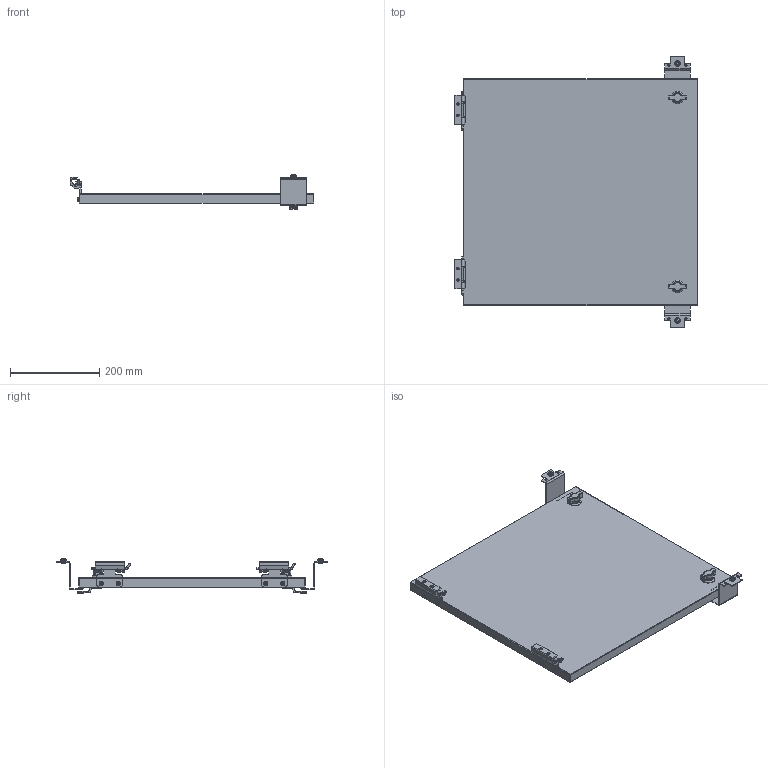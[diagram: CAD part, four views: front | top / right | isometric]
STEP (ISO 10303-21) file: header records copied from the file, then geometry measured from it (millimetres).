
FILE_DESCRIPTION (( 'STEP AP214' ), '1' );
FILE_NAME ('SCE-DF24EL24LP.STEP', '2022-07-27T16:34:20', ( '' ), ( '' ), 'SwSTEP 2.0', 'SolidWorks 2021', '' );
FILE_SCHEMA (( 'AUTOMOTIVE_DESIGN' ));
Length unit declared in the file: inch
Products named in the file (1): SCE-DF24EL24LP
Bounding box: 545.93 x 605.48 x 79.21 mm (x, y, z)
Volume: 572231.2 mm3; surface area: 704449.7 mm2
Topology: 35 solids, 35 shells, 1065 faces, 2681 edges, 1645 vertices
Faces by surface type: plane 547, cylinder 280, bspline 142, cone 54, torus 34, sphere 8
Full cylindrical faces by diameter (mm): 3.962 x2, 4.318 x6, 4.775 x8, 4.826 x6, 4.978 x6, 5 x2, 5.334 x4, 5.639 x4, 6.325 x8, 6.35 x8, 8.636 x6, 9.474 x4, 9.9 x2, 10 x2, 11 x2, 12.446 x2, 12.7 x2, 12.8 x2, 16 x4, 16.1 x2, 19.8 x2, 28 x2
Entity records: 35868 total; most frequent: CARTESIAN_POINT 11918, ORIENTED_EDGE 4812, DIRECTION 4572, EDGE_CURVE 2406, AXIS2_PLACEMENT_3D 1644, VERTEX_POINT 1598, EDGE_LOOP 1328, LINE 1284
